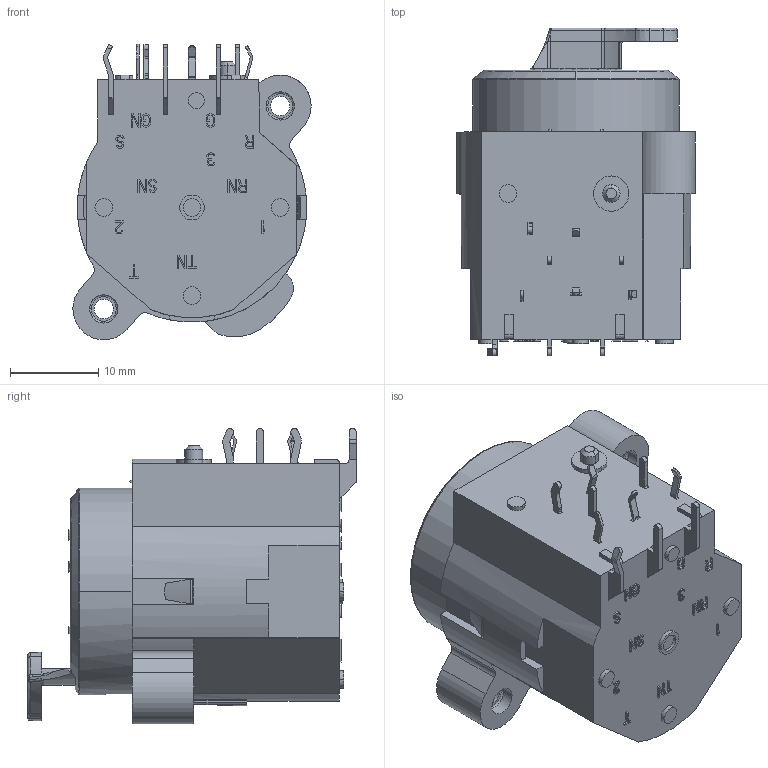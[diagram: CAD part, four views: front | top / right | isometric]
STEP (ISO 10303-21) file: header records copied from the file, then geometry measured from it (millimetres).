
FILE_DESCRIPTION((''),'2;1');
FILE_NAME('NCJ9FI-H-AE','2024-03-05T17:14:16',('yuj'),(''),'CREO PARAMETRIC BY PTC INC, 2021184','CREO PARAMETRIC BY PTC INC, 2021184','');
FILE_SCHEMA(('AUTOMOTIVE_DESIGN { 1 0 10303 214 1 1 1 1 }'));
Length unit declared in the file: millimetre
Products named in the file (1): NCJ9FI-H-AE
Bounding box: 27 x 37.2 x 33.5 mm (x, y, z)
Volume: 15948.7 mm3; surface area: 5846.3 mm2
Topology: 1 solids, 6 shells, 1252 faces, 3480 edges, 2298 vertices
Faces by surface type: plane 922, cylinder 195, extrusion 51, torus 32, bspline 27, cone 20, sphere 5
Entity records: 42868 total; most frequent: CARTESIAN_POINT 9800, ORIENTED_EDGE 6950, DIRECTION 6203, EDGE_CURVE 3475, VECTOR 2754, LINE 2703, VERTEX_POINT 2298, AXIS2_PLACEMENT_3D 1723
